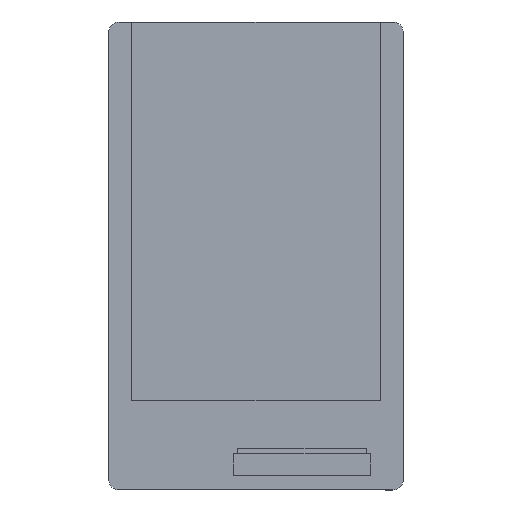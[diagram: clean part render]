
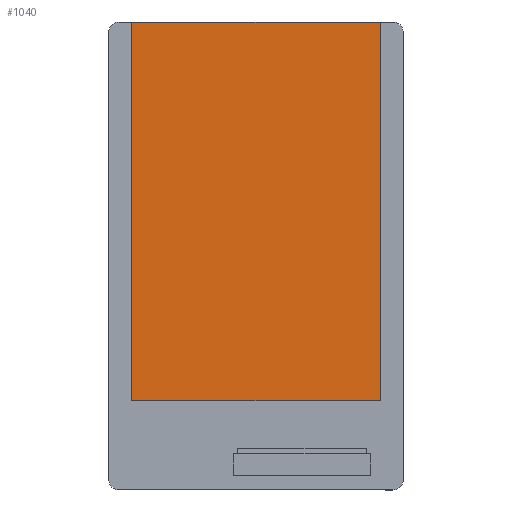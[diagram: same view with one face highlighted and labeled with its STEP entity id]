
A CAD part, top view. The second image highlights one B-rep face of the part: STEP entity #1040.
In plain terms, the highlighted planar face has unit normal (0, 0, 1).
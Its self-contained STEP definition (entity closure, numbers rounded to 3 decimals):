
#1040=ADVANCED_FACE('',(#1635),#9388,.T.);
#1635=FACE_OUTER_BOUND('',#2286,.T.);
#2286=EDGE_LOOP('',(#5123,#5124,#5125,#5126));
#5123=ORIENTED_EDGE('',*,*,#6539,.T.);
#5124=ORIENTED_EDGE('',*,*,#6543,.T.);
#5125=ORIENTED_EDGE('',*,*,#6546,.T.);
#5126=ORIENTED_EDGE('',*,*,#6548,.T.);
#6539=EDGE_CURVE('',#8906,#8905,#7953,.T.);
#6543=EDGE_CURVE('',#8905,#8908,#7957,.T.);
#6546=EDGE_CURVE('',#8908,#8910,#7960,.T.);
#6548=EDGE_CURVE('',#8910,#8906,#7962,.T.);
#7953=B_SPLINE_CURVE_WITH_KNOTS('',1,(#14656,#14657),.UNSPECIFIED.,.F.,
 .F.,(2,2),(0.,46.),.UNSPECIFIED.);
#7957=B_SPLINE_CURVE_WITH_KNOTS('',1,(#14664,#14665),.UNSPECIFIED.,.F.,
 .F.,(2,2),(46.,116.),.UNSPECIFIED.);
#7960=B_SPLINE_CURVE_WITH_KNOTS('',1,(#14670,#14671),.UNSPECIFIED.,.F.,
 .F.,(2,2),(116.,162.),.UNSPECIFIED.);
#7962=B_SPLINE_CURVE_WITH_KNOTS('',1,(#14674,#14675),.UNSPECIFIED.,.F.,
 .F.,(2,2),(162.,232.),.UNSPECIFIED.);
#8905=VERTEX_POINT('',#14646);
#8906=VERTEX_POINT('',#14647);
#8908=VERTEX_POINT('',#14649);
#8910=VERTEX_POINT('',#14651);
#9388=PLANE('',#9886);
#9886=AXIS2_PLACEMENT_3D('',#14643,#10368,$);
#10368=DIRECTION('',(0.,0.,1.));
#14643=CARTESIAN_POINT('',(23.,43.25,1.1));
#14646=CARTESIAN_POINT('',(-23.,43.25,1.1));
#14647=CARTESIAN_POINT('',(23.,43.25,1.1));
#14649=CARTESIAN_POINT('',(-23.,-26.75,1.1));
#14651=CARTESIAN_POINT('',(23.,-26.75,1.1));
#14656=CARTESIAN_POINT('',(23.,43.25,1.1));
#14657=CARTESIAN_POINT('',(-23.,43.25,1.1));
#14664=CARTESIAN_POINT('',(-23.,43.25,1.1));
#14665=CARTESIAN_POINT('',(-23.,-26.75,1.1));
#14670=CARTESIAN_POINT('',(-23.,-26.75,1.1));
#14671=CARTESIAN_POINT('',(23.,-26.75,1.1));
#14674=CARTESIAN_POINT('',(23.,-26.75,1.1));
#14675=CARTESIAN_POINT('',(23.,43.25,1.1));
